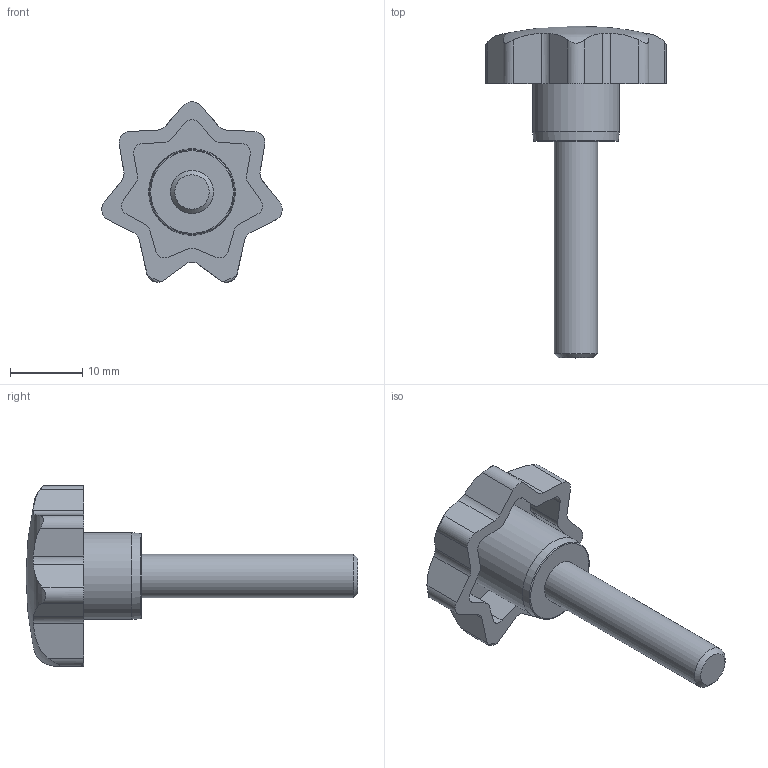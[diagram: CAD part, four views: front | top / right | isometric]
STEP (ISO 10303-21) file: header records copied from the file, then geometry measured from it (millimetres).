
FILE_DESCRIPTION( ( 'STEP AP214' ), '1' );
FILE_NAME( 'BN 2933 3816346 star knob screw with threaded stud 25.stp', '2021-07-25T09:26:10', ( 'License CC BY-ND 4.0' ), ( 'CADENAS' ), ' ', 'PARTsolutions', ' ' );
FILE_SCHEMA( ( 'AUTOMOTIVE_DESIGN { 1 0 10303 214 1 1 1 1 }' ) );
Length unit declared in the file: millimetre
Products named in the file (1): _BN 2933 3816346 star knob screw with threaded stud 25
Bounding box: 25 x 46 x 25 mm (x, y, z)
Volume: 3912.7 mm3; surface area: 2737.8 mm2
Topology: 1 solids, 1 shells, 75 faces, 211 edges, 140 vertices
Faces by surface type: plane 32, cylinder 30, torus 10, sphere 2, cone 1
Full cylindrical faces by diameter (mm): 6 x1, 12 x1
Entity records: 3240 total; most frequent: CARTESIAN_POINT 710, ORIENTED_EDGE 404, DIRECTION 398, EDGE_CURVE 202, AXIS2_PLACEMENT_3D 150, VERTEX_POINT 138, LINE 98, VECTOR 98
